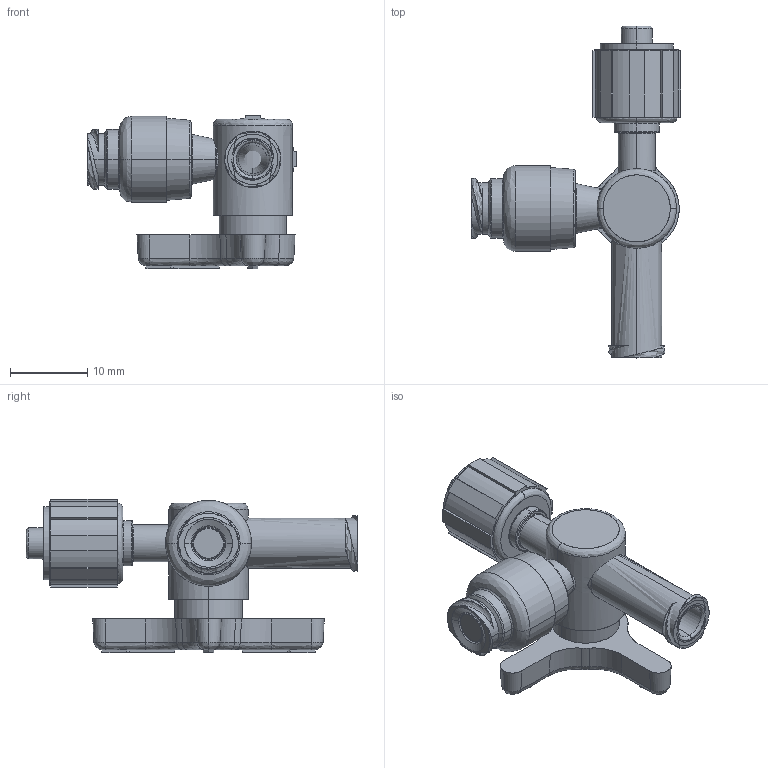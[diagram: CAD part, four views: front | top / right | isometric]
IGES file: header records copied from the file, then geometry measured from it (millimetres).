
Start section: SolidWorks IGES file using analytic representation for surfaces
Global section: file name: WG14074.IGS; native system: SolidWorks 2014; preprocessor: SolidWorks 2014; author: TTsang; date: 140604.114421; units: millimetre
Bounding box: 27.14 x 43.02 x 19.88 mm (x, y, z)
Surface area: 5343 mm2 (no closed solid volume)
Topology: 0 solids, 0 shells, 340 faces, 3893 edges, 3876 vertices
Faces by surface type: bspline 207, revolution 133
